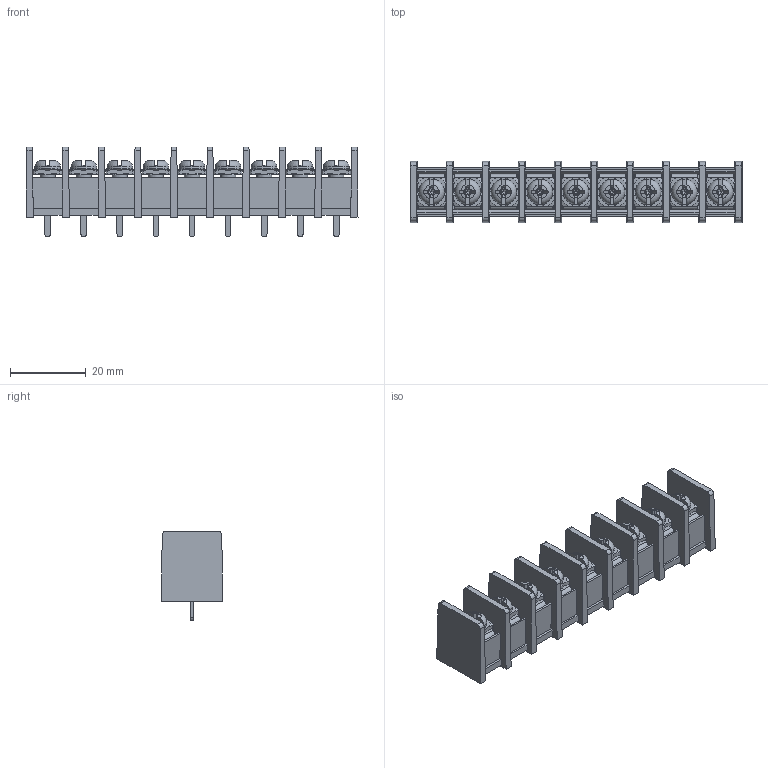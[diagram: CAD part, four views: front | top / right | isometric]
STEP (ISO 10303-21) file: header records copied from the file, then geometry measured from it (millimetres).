
FILE_DESCRIPTION(('STEP AP214'), '1');
FILE_NAME('DG45', '2019-10-04T22:10:55', ('AF'), (''), 'UNSPECIFIED', 'UNSPECIFIED', '');
FILE_SCHEMA(('AUTOMOTIVE_DESIGN { 1 0 10303 214 3 1 1}'));
Length unit declared in the file: millimetre
Assembly tree (27 placements, depth 2):
  (unnamed)
    (unnamed)  x9
    (unnamed)  x9
    (unnamed)  x9
Bounding box: 87.4 x 16.3 x 23.6 mm (x, y, z)
Volume: 11130.1 mm3; surface area: 18420 mm2
Topology: 28 solids, 28 shells, 2330 faces, 6057 edges, 3774 vertices
Faces by surface type: plane 1635, cone 243, cylinder 236, bspline 144, torus 36, sphere 36
Full cylindrical faces by diameter (mm): 3.3 x18, 3.4 x9, 4 x9, 4.9 x9
Entity records: 30896 total; most frequent: CARTESIAN_POINT 5301, ORIENTED_EDGE 4080, DIRECTION 3621, EDGE_CURVE 2040, LINE 1719, VECTOR 1719, VERTEX_POINT 1333, AXIS2_PLACEMENT_3D 951
